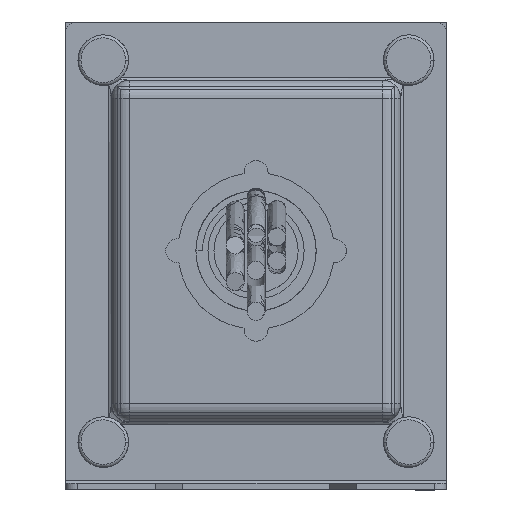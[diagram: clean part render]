
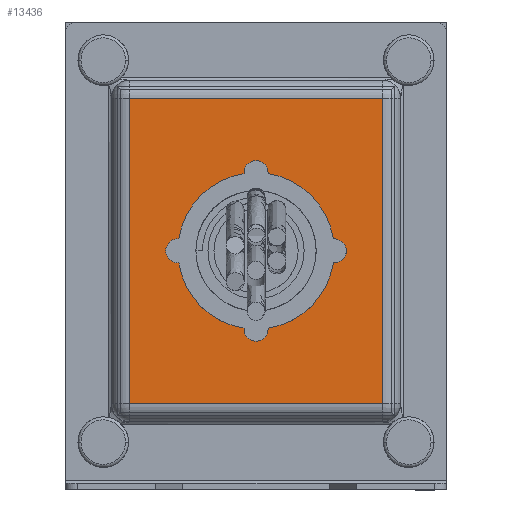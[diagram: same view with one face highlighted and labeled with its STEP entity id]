
A CAD part, top view. The second image highlights one B-rep face of the part: STEP entity #13436.
In plain terms, the highlighted planar face has unit normal (0, 0, 1).
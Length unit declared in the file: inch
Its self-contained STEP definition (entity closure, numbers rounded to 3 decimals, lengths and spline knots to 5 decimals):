
#1330 = CARTESIAN_POINT ( 'NONE',  ( 1.34342, 1.9183, 3.55644 ) ) ;
#1821 = CARTESIAN_POINT ( 'NONE',  ( 1.19166, 1.60347, 3.55644 ) ) ;
#1951 = CARTESIAN_POINT ( 'NONE',  ( 1.20191, 1.50042, 3.55644 ) ) ;
#2122 = CARTESIAN_POINT ( 'NONE',  ( 1.58536, 1.99717, 3.55644 ) ) ;
#2293 = CARTESIAN_POINT ( 'NONE',  ( 1.19166, 1.60347, 3.55644 ) ) ;
#2622 = VECTOR ( 'NONE', #18236, 39.37008 ) ;
#2623 = VERTEX_POINT ( 'NONE', #3193 ) ;
#2726 = EDGE_CURVE ( 'NONE', #25689, #17849, #2747, .T. ) ;
#2747 = B_SPLINE_CURVE_WITH_KNOTS ( 'NONE', 3,
 ( #1821, #5902, #1951, #12368, #9931, #22698, #18107, #26350, #8180, #16399, #12507, #7922, #18253, #20660, #24606, #10992, #12779, #21320 ),
 .UNSPECIFIED., .F., .F.,
 ( 4, 2, 2, 2, 2, 2, 2, 2, 4 ),
 ( 0.5, 0.5625, 0.625, 0.6875, 0.75, 0.8125, 0.875, 0.9375, 1. ),
 .UNSPECIFIED. ) ;
#3193 = CARTESIAN_POINT ( 'NONE',  ( 2.41391, 0.60347, 3.55644 ) ) ;
#3437 = DIRECTION ( 'NONE',  ( 0., 0., 1. ) ) ;
#3704 = EDGE_CURVE ( 'NONE', #6862, #2623, #7631, .T. ) ;
#3775 = CARTESIAN_POINT ( 'NONE',  ( 1.88178, 1.8629, 3.55641 ) ) ;
#3896 = CARTESIAN_POINT ( 'NONE',  ( 0.63832, 2.60347, 3.55644 ) ) ;
#4079 = EDGE_CURVE ( 'NONE', #20103, #25689, #12921, .T. ) ;
#4167 = CARTESIAN_POINT ( 'NONE',  ( 1.93906, 1.77832, 3.55648 ) ) ;
#5022 = CARTESIAN_POINT ( 'NONE',  ( 1.19166, 1.65501, 3.55644 ) ) ;
#5097 = ORIENTED_EDGE ( 'NONE', *, *, #3704, .T. ) ;
#5150 = CARTESIAN_POINT ( 'NONE',  ( 1.38709, 1.94748, 3.55644 ) ) ;
#5396 = CARTESIAN_POINT ( 'NONE',  ( 1.96653, 1.70535, 3.55642 ) ) ;
#5687 = ORIENTED_EDGE ( 'NONE', *, *, #18815, .T. ) ;
#5902 = CARTESIAN_POINT ( 'NONE',  ( 1.19166, 1.55194, 3.55644 ) ) ;
#6806 = FACE_BOUND ( 'NONE', #25071, .T. ) ;
#6862 = VERTEX_POINT ( 'NONE', #19902 ) ;
#7279 = VECTOR ( 'NONE', #8648, 39.37008 ) ;
#7320 = ORIENTED_EDGE ( 'NONE', *, *, #4079, .F. ) ;
#7631 = LINE ( 'NONE', #18491, #2622 ) ;
#7922 = CARTESIAN_POINT ( 'NONE',  ( 1.78364, 1.25946, 3.55644 ) ) ;
#8071 = CARTESIAN_POINT ( 'NONE',  ( 1.7594, 1.95755, 3.55649 ) ) ;
#8180 = CARTESIAN_POINT ( 'NONE',  ( 1.53383, 1.20977, 3.55644 ) ) ;
#8343 = CARTESIAN_POINT ( 'NONE',  ( 1.67517, 1.98701, 3.55641 ) ) ;
#8357 = EDGE_CURVE ( 'NONE', #2623, #15353, #12602, .T. ) ;
#8520 = CARTESIAN_POINT ( 'NONE',  ( 2.41391, 2.72158, 3.55644 ) ) ;
#8648 = DIRECTION ( 'NONE',  ( 0., 1., 0. ) ) ;
#8748 = VECTOR ( 'NONE', #21770, 39.37008 ) ;
#9203 = CARTESIAN_POINT ( 'NONE',  ( 1.28202, 1.98536, 3.55644 ) ) ;
#9286 = CARTESIAN_POINT ( 'NONE',  ( 1.20191, 1.70652, 3.55644 ) ) ;
#9931 = CARTESIAN_POINT ( 'NONE',  ( 1.27053, 1.36152, 3.55644 ) ) ;
#10225 = CARTESIAN_POINT ( 'NONE',  ( 1.72388, 1.97222, 3.55647 ) ) ;
#10568 = B_SPLINE_CURVE_WITH_KNOTS ( 'NONE', 3,
 ( #17596, #23840, #19737, #5396, #13635, #4167, #14176, #18528, #20440, #3775, #24368, #16426, #18273, #14314, #8071, #10225, #18392, #17999, #8343, #26631, #22593, #20023 ),
 .UNSPECIFIED., .F., .F.,
 ( 4, 2, 2, 2, 2, 2, 2, 2, 2, 2, 4 ),
 ( 0., 0.125, 0.25, 0.375, 0.4375, 0.5, 0.625, 0.75, 0.8125, 0.875, 1. ),
 .UNSPECIFIED. ) ;
#10726 = PLANE ( 'NONE',  #25944 ) ;
#10791 = CARTESIAN_POINT ( 'NONE',  ( 1.97906, 1.60347, 3.55644 ) ) ;
#10992 = CARTESIAN_POINT ( 'NONE',  ( 1.96882, 1.50042, 3.55644 ) ) ;
#11064 = CARTESIAN_POINT ( 'NONE',  ( 1.53383, 1.99717, 3.55644 ) ) ;
#11338 = VERTEX_POINT ( 'NONE', #21564 ) ;
#11971 = DIRECTION ( 'NONE',  ( -1., 0., 0. ) ) ;
#12368 = CARTESIAN_POINT ( 'NONE',  ( 1.24135, 1.4052, 3.55644 ) ) ;
#12507 = CARTESIAN_POINT ( 'NONE',  ( 1.68841, 1.22002, 3.55644 ) ) ;
#12602 = LINE ( 'NONE', #8520, #7279 ) ;
#12779 = CARTESIAN_POINT ( 'NONE',  ( 1.97906, 1.55194, 3.55644 ) ) ;
#12921 = B_SPLINE_CURVE_WITH_KNOTS ( 'NONE', 3,
 ( #19505, #11064, #23582, #5150, #1330, #21669, #25985, #9286, #5022, #17499 ),
 .UNSPECIFIED., .F., .F.,
 ( 4, 2, 2, 2, 4 ),
 ( 0.25, 0.3125, 0.375, 0.4375, 0.5 ),
 .UNSPECIFIED. ) ;
#13436 = ADVANCED_FACE ( 'NONE', ( #21319, #6806 ), #10726, .T. ) ;
#13578 = DIRECTION ( 'NONE',  ( 1., 0., 0. ) ) ;
#13635 = CARTESIAN_POINT ( 'NONE',  ( 1.95895, 1.7304, 3.55645 ) ) ;
#14176 = CARTESIAN_POINT ( 'NONE',  ( 1.92677, 1.80119, 3.55649 ) ) ;
#14314 = CARTESIAN_POINT ( 'NONE',  ( 1.78239, 1.94531, 3.55648 ) ) ;
#15353 = VERTEX_POINT ( 'NONE', #16929 ) ;
#16399 = CARTESIAN_POINT ( 'NONE',  ( 1.6369, 1.20977, 3.55644 ) ) ;
#16426 = CARTESIAN_POINT ( 'NONE',  ( 1.84578, 1.89986, 3.55641 ) ) ;
#16929 = CARTESIAN_POINT ( 'NONE',  ( 2.41391, 2.60347, 3.55644 ) ) ;
#17357 = EDGE_CURVE ( 'NONE', #11338, #6862, #21642, .T. ) ;
#17394 = EDGE_CURVE ( 'NONE', #17849, #20103, #10568, .T. ) ;
#17499 = CARTESIAN_POINT ( 'NONE',  ( 1.19166, 1.60347, 3.55644 ) ) ;
#17596 = CARTESIAN_POINT ( 'NONE',  ( 1.97906, 1.60347, 3.55644 ) ) ;
#17703 = ORIENTED_EDGE ( 'NONE', *, *, #17357, .T. ) ;
#17849 = VERTEX_POINT ( 'NONE', #10791 ) ;
#17999 = CARTESIAN_POINT ( 'NONE',  ( 1.6876, 1.98388, 3.55642 ) ) ;
#18107 = CARTESIAN_POINT ( 'NONE',  ( 1.38709, 1.25946, 3.55644 ) ) ;
#18236 = DIRECTION ( 'NONE',  ( 1., 0., 0. ) ) ;
#18253 = CARTESIAN_POINT ( 'NONE',  ( 1.82731, 1.28864, 3.55644 ) ) ;
#18273 = CARTESIAN_POINT ( 'NONE',  ( 1.82559, 1.91647, 3.55644 ) ) ;
#18392 = CARTESIAN_POINT ( 'NONE',  ( 1.71192, 1.97649, 3.55645 ) ) ;
#18491 = CARTESIAN_POINT ( 'NONE',  ( 2.53202, 0.60347, 3.55644 ) ) ;
#18528 = CARTESIAN_POINT ( 'NONE',  ( 1.90551, 1.83297, 3.55645 ) ) ;
#18815 = EDGE_CURVE ( 'NONE', #15353, #11338, #26092, .T. ) ;
#19505 = CARTESIAN_POINT ( 'NONE',  ( 1.58536, 1.99717, 3.55644 ) ) ;
#19737 = CARTESIAN_POINT ( 'NONE',  ( 1.97659, 1.65456, 3.5564 ) ) ;
#19902 = CARTESIAN_POINT ( 'NONE',  ( 0.75643, 0.60347, 3.55644 ) ) ;
#20023 = CARTESIAN_POINT ( 'NONE',  ( 1.58536, 1.99717, 3.55644 ) ) ;
#20103 = VERTEX_POINT ( 'NONE', #2122 ) ;
#20440 = CARTESIAN_POINT ( 'NONE',  ( 1.89798, 1.84313, 3.55643 ) ) ;
#20660 = CARTESIAN_POINT ( 'NONE',  ( 1.90019, 1.36152, 3.55644 ) ) ;
#21319 = FACE_OUTER_BOUND ( 'NONE', #22207, .T. ) ;
#21320 = CARTESIAN_POINT ( 'NONE',  ( 1.97906, 1.60347, 3.55644 ) ) ;
#21564 = CARTESIAN_POINT ( 'NONE',  ( 0.75643, 2.60347, 3.55644 ) ) ;
#21642 = LINE ( 'NONE', #25566, #8748 ) ;
#21669 = CARTESIAN_POINT ( 'NONE',  ( 1.27053, 1.84542, 3.55644 ) ) ;
#21770 = DIRECTION ( 'NONE',  ( 0., -1., 0. ) ) ;
#22045 = ORIENTED_EDGE ( 'NONE', *, *, #17394, .F. ) ;
#22207 = EDGE_LOOP ( 'NONE', ( #5097, #26202, #5687, #17703 ) ) ;
#22593 = CARTESIAN_POINT ( 'NONE',  ( 1.61135, 1.99717, 3.55642 ) ) ;
#22698 = CARTESIAN_POINT ( 'NONE',  ( 1.34342, 1.28864, 3.55644 ) ) ;
#23429 = VECTOR ( 'NONE', #11971, 39.37008 ) ;
#23582 = CARTESIAN_POINT ( 'NONE',  ( 1.48231, 1.98693, 3.55644 ) ) ;
#23780 = ORIENTED_EDGE ( 'NONE', *, *, #2726, .F. ) ;
#23840 = CARTESIAN_POINT ( 'NONE',  ( 1.97906, 1.62882, 3.5564 ) ) ;
#24368 = CARTESIAN_POINT ( 'NONE',  ( 1.87314, 1.87245, 3.55641 ) ) ;
#24606 = CARTESIAN_POINT ( 'NONE',  ( 1.92937, 1.4052, 3.55644 ) ) ;
#25071 = EDGE_LOOP ( 'NONE', ( #22045, #23780, #7320 ) ) ;
#25566 = CARTESIAN_POINT ( 'NONE',  ( 0.75643, 0.48536, 3.55644 ) ) ;
#25689 = VERTEX_POINT ( 'NONE', #2293 ) ;
#25944 = AXIS2_PLACEMENT_3D ( 'NONE', #9203, #3437, #13578 ) ;
#25985 = CARTESIAN_POINT ( 'NONE',  ( 1.24135, 1.80175, 3.55644 ) ) ;
#26092 = LINE ( 'NONE', #3896, #23429 ) ;
#26202 = ORIENTED_EDGE ( 'NONE', *, *, #8357, .T. ) ;
#26350 = CARTESIAN_POINT ( 'NONE',  ( 1.48231, 1.22002, 3.55644 ) ) ;
#26631 = CARTESIAN_POINT ( 'NONE',  ( 1.63732, 1.99458, 3.5564 ) ) ;
